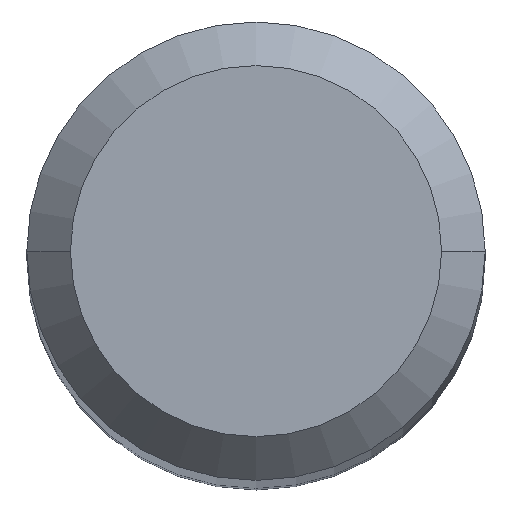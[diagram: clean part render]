
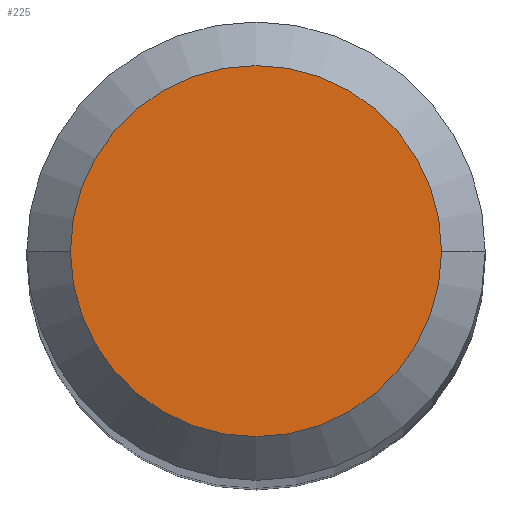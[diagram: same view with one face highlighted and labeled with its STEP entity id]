
A CAD part, top view. The second image highlights one B-rep face of the part: STEP entity #225.
In plain terms, the highlighted planar face has unit normal (0, 0, 1).
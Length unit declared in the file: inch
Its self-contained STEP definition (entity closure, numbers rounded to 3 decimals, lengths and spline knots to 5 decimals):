
#13 = DIRECTION ( 'NONE',  ( 0., 0., 1. ) ) ;
#19 = VERTEX_POINT ( 'NONE', #25 ) ;
#20 = EDGE_CURVE ( 'NONE', #244, #19, #210, .T. ) ;
#25 = CARTESIAN_POINT ( 'NONE',  ( -0.06374, 0., 1.9685 ) ) ;
#29 = CARTESIAN_POINT ( 'NONE',  ( 0.06374, 0., 1.9685 ) ) ;
#33 = CARTESIAN_POINT ( 'NONE',  ( 0., 0., 1.9685 ) ) ;
#114 = DIRECTION ( 'NONE',  ( 1., 0., 0. ) ) ;
#120 = FACE_OUTER_BOUND ( 'NONE', #170, .T. ) ;
#121 = CARTESIAN_POINT ( 'NONE',  ( 0., 0., 1.9685 ) ) ;
#124 = AXIS2_PLACEMENT_3D ( 'NONE', #33, #279, #114 ) ;
#156 = CARTESIAN_POINT ( 'NONE',  ( 0., 0., 1.9685 ) ) ;
#170 = EDGE_LOOP ( 'NONE', ( #326, #329 ) ) ;
#184 = AXIS2_PLACEMENT_3D ( 'NONE', #121, #13, #224 ) ;
#203 = PLANE ( 'NONE',  #184 ) ;
#210 = CIRCLE ( 'NONE', #320, 0.06374 ) ;
#224 = DIRECTION ( 'NONE',  ( 1., 0., 0. ) ) ;
#225 = ADVANCED_FACE ( 'NONE', ( #120 ), #203, .T. ) ;
#227 = DIRECTION ( 'NONE',  ( 0., 0., 1. ) ) ;
#235 = EDGE_CURVE ( 'NONE', #19, #244, #309, .T. ) ;
#244 = VERTEX_POINT ( 'NONE', #29 ) ;
#279 = DIRECTION ( 'NONE',  ( 0., 0., 1. ) ) ;
#280 = DIRECTION ( 'NONE',  ( 1., 0., 0. ) ) ;
#309 = CIRCLE ( 'NONE', #124, 0.06374 ) ;
#320 = AXIS2_PLACEMENT_3D ( 'NONE', #156, #227, #280 ) ;
#326 = ORIENTED_EDGE ( 'NONE', *, *, #235, .T. ) ;
#329 = ORIENTED_EDGE ( 'NONE', *, *, #20, .T. ) ;
